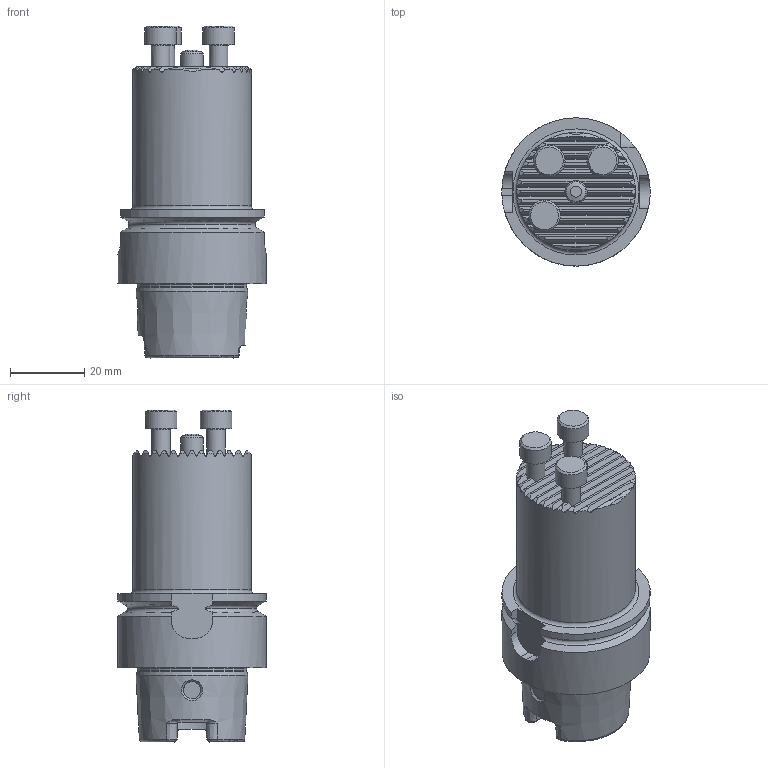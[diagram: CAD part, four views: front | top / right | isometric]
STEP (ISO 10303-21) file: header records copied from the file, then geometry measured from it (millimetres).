
FILE_DESCRIPTION(/* description */ (''),/* implementation_level */ '2;1');
FILE_NAME(/* name */ 'W2300048_B__specification_W2300048_Aussen_.stp',/* time_stamp */ '2013-11-27T08:26:21+01:00',/* author */ (''),/* organization */ (''),/* preprocessor_version */ 'ST-DEVELOPER v11',/* originating_system */ 'SIEMENS PLM Software NX 7.5',/* authorisation */ '');
FILE_SCHEMA (('AUTOMOTIVE_DESIGN { 1 0 10303 214 1 1 1 1 }'));
Length unit declared in the file: millimetre
Products named in the file (1): webe3C36wuwt
Bounding box: 40 x 40 x 89.55 mm (x, y, z)
Volume: 66866.3 mm3; surface area: 12543.8 mm2
Topology: 1 solids, 1 shells, 215 faces, 595 edges, 388 vertices
Faces by surface type: plane 101, cylinder 47, cone 39, torus 14, bspline 14
Full cylindrical faces by diameter (mm): 4.6 x2, 5 x3, 6 x1, 8.5 x3, 21 x1, 29.6 x1, 32 x1, 40 x1
Entity records: 8636 total; most frequent: CARTESIAN_POINT 3471, ORIENTED_EDGE 1106, DIRECTION 1021, EDGE_CURVE 553, AXIS2_PLACEMENT_3D 436, VERTEX_POINT 374, EDGE_LOOP 249, ADVANCED_FACE 215
